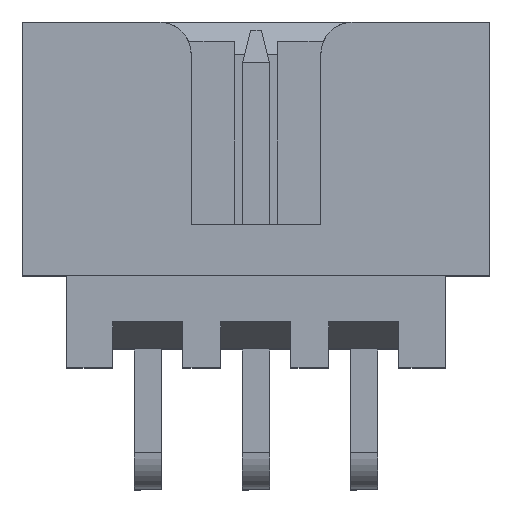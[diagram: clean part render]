
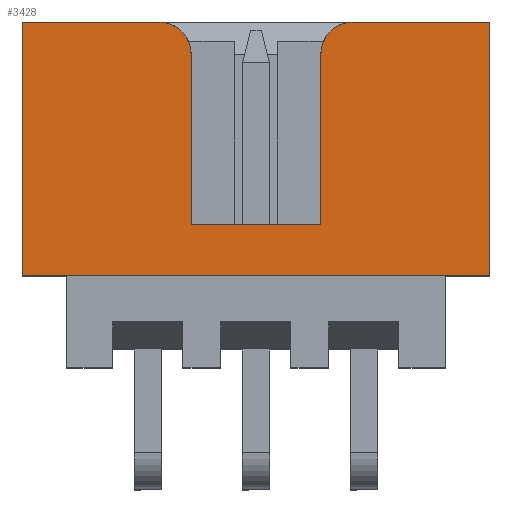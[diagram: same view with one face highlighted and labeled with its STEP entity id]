
A CAD part, top view. The second image highlights one B-rep face of the part: STEP entity #3428.
In plain terms, the highlighted planar face has unit normal (0, 0, 1).
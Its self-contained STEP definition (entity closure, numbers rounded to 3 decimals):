
#21 = ORIENTED_EDGE ( 'NONE', *, *, #8432, .F. ) ;
#24 = VERTEX_POINT ( 'NONE', #810 ) ;
#162 = VERTEX_POINT ( 'NONE', #3931 ) ;
#161 = LINE ( 'NONE', #6709, #4579 ) ;
#233 = CARTESIAN_POINT ( 'NONE',  ( -4.33, 4.7, 3.15 ) ) ;
#470 = DIRECTION ( 'NONE',  ( 1., 0., 0. ) ) ;
#628 = DIRECTION ( 'NONE',  ( 0., 0., 1. ) ) ;
#665 = LINE ( 'NONE', #5230, #2526 ) ;
#801 = EDGE_CURVE ( 'NONE', #1351, #5312, #4149, .T. ) ;
#810 = CARTESIAN_POINT ( 'NONE',  ( 1.2, 0.95, 3.15 ) ) ;
#862 = LINE ( 'NONE', #5370, #1594 ) ;
#896 = VERTEX_POINT ( 'NONE', #1314 ) ;
#1283 = ORIENTED_EDGE ( 'NONE', *, *, #7039, .T. ) ;
#1314 = CARTESIAN_POINT ( 'NONE',  ( 4.33, 4.7, 3.15 ) ) ;
#1351 = VERTEX_POINT ( 'NONE', #7031 ) ;
#1594 = VECTOR ( 'NONE', #4792, 1000. ) ;
#1636 = DIRECTION ( 'NONE',  ( 0., 0., -1. ) ) ;
#2029 = LINE ( 'NONE', #2068, #3351 ) ;
#2068 = CARTESIAN_POINT ( 'NONE',  ( -4.33, 4.7, 3.15 ) ) ;
#2186 = ORIENTED_EDGE ( 'NONE', *, *, #6345, .T. ) ;
#2218 = ORIENTED_EDGE ( 'NONE', *, *, #3874, .F. ) ;
#2526 = VECTOR ( 'NONE', #5928, 1000. ) ;
#2713 = DIRECTION ( 'NONE',  ( 0., -1., 0. ) ) ;
#2810 = VECTOR ( 'NONE', #4789, 1000. ) ;
#3186 = VECTOR ( 'NONE', #7996, 1000. ) ;
#3214 = ORIENTED_EDGE ( 'NONE', *, *, #5183, .T. ) ;
#3271 = DIRECTION ( 'NONE',  ( 1., 0., 0. ) ) ;
#3351 = VECTOR ( 'NONE', #3271, 1000. ) ;
#3357 = AXIS2_PLACEMENT_3D ( 'NONE', #3862, #628, #4346 ) ;
#3428 = ADVANCED_FACE ( 'NONE', ( #5606 ), #7525, .F. ) ;
#3741 = VERTEX_POINT ( 'NONE', #7517 ) ;
#3862 = CARTESIAN_POINT ( 'NONE',  ( 1.8, 4.1, 3.15 ) ) ;
#3874 = EDGE_CURVE ( 'NONE', #4745, #24, #665, .T. ) ;
#3931 = CARTESIAN_POINT ( 'NONE',  ( 4.33, 0., 3.15 ) ) ;
#4149 = LINE ( 'NONE', #233, #2810 ) ;
#4256 = DIRECTION ( 'NONE',  ( -1., 0., 0. ) ) ;
#4344 = EDGE_CURVE ( 'NONE', #24, #3741, #7490, .T. ) ;
#4346 = DIRECTION ( 'NONE',  ( -1., 0., 0. ) ) ;
#4481 = EDGE_CURVE ( 'NONE', #896, #162, #5940, .T. ) ;
#4578 = AXIS2_PLACEMENT_3D ( 'NONE', #6933, #1636, #4256 ) ;
#4579 = VECTOR ( 'NONE', #6625, 1000. ) ;
#4679 = VECTOR ( 'NONE', #470, 1000. ) ;
#4713 = ORIENTED_EDGE ( 'NONE', *, *, #4344, .F. ) ;
#4745 = VERTEX_POINT ( 'NONE', #7933 ) ;
#4789 = DIRECTION ( 'NONE',  ( 0., -1., 0. ) ) ;
#4792 = DIRECTION ( 'NONE',  ( 1., 0., 0. ) ) ;
#4862 = VERTEX_POINT ( 'NONE', #8304 ) ;
#4912 = ORIENTED_EDGE ( 'NONE', *, *, #4481, .F. ) ;
#5005 = LINE ( 'NONE', #8221, #4679 ) ;
#5183 = EDGE_CURVE ( 'NONE', #8246, #3741, #8280, .T. ) ;
#5230 = CARTESIAN_POINT ( 'NONE',  ( -1.2, 0.95, 3.15 ) ) ;
#5312 = VERTEX_POINT ( 'NONE', #8158 ) ;
#5326 = CARTESIAN_POINT ( 'NONE',  ( 1.8, 4.7, 3.15 ) ) ;
#5370 = CARTESIAN_POINT ( 'NONE',  ( -4.33, 0., 3.15 ) ) ;
#5393 = VERTEX_POINT ( 'NONE', #7045 ) ;
#5525 = CIRCLE ( 'NONE', #6629, 0.6 ) ;
#5597 = DIRECTION ( 'NONE',  ( -1., 0., 0. ) ) ;
#5606 = FACE_OUTER_BOUND ( 'NONE', #7400, .T. ) ;
#5928 = DIRECTION ( 'NONE',  ( 1., 0., 0. ) ) ;
#5940 = LINE ( 'NONE', #7729, #8397 ) ;
#6138 = EDGE_CURVE ( 'NONE', #8246, #896, #2029, .T. ) ;
#6163 = ORIENTED_EDGE ( 'NONE', *, *, #8036, .T. ) ;
#6182 = DIRECTION ( 'NONE',  ( 0., 0., 1. ) ) ;
#6345 = EDGE_CURVE ( 'NONE', #4745, #5393, #161, .T. ) ;
#6625 = DIRECTION ( 'NONE',  ( 0., 1., 0. ) ) ;
#6629 = AXIS2_PLACEMENT_3D ( 'NONE', #7553, #6182, #5597 ) ;
#6709 = CARTESIAN_POINT ( 'NONE',  ( -1.2, -1.613, 3.15 ) ) ;
#6933 = CARTESIAN_POINT ( 'NONE',  ( -4.33, 4.7, 3.15 ) ) ;
#7031 = CARTESIAN_POINT ( 'NONE',  ( -4.33, 4.7, 3.15 ) ) ;
#7039 = EDGE_CURVE ( 'NONE', #5312, #162, #862, .T. ) ;
#7045 = CARTESIAN_POINT ( 'NONE',  ( -1.2, 4.1, 3.15 ) ) ;
#7400 = EDGE_LOOP ( 'NONE', ( #7747, #3214, #4713, #2218, #2186, #6163, #21, #7681, #1283, #4912 ) ) ;
#7443 = CARTESIAN_POINT ( 'NONE',  ( 1.2, -1.613, 3.15 ) ) ;
#7490 = LINE ( 'NONE', #7443, #3186 ) ;
#7517 = CARTESIAN_POINT ( 'NONE',  ( 1.2, 4.1, 3.15 ) ) ;
#7525 = PLANE ( 'NONE',  #4578 ) ;
#7553 = CARTESIAN_POINT ( 'NONE',  ( -1.8, 4.1, 3.15 ) ) ;
#7681 = ORIENTED_EDGE ( 'NONE', *, *, #801, .T. ) ;
#7729 = CARTESIAN_POINT ( 'NONE',  ( 4.33, 4.7, 3.15 ) ) ;
#7747 = ORIENTED_EDGE ( 'NONE', *, *, #6138, .F. ) ;
#7933 = CARTESIAN_POINT ( 'NONE',  ( -1.2, 0.95, 3.15 ) ) ;
#7996 = DIRECTION ( 'NONE',  ( 0., 1., 0. ) ) ;
#8036 = EDGE_CURVE ( 'NONE', #5393, #4862, #5525, .T. ) ;
#8158 = CARTESIAN_POINT ( 'NONE',  ( -4.33, 0., 3.15 ) ) ;
#8221 = CARTESIAN_POINT ( 'NONE',  ( -4.33, 4.7, 3.15 ) ) ;
#8246 = VERTEX_POINT ( 'NONE', #5326 ) ;
#8280 = CIRCLE ( 'NONE', #3357, 0.6 ) ;
#8304 = CARTESIAN_POINT ( 'NONE',  ( -1.8, 4.7, 3.15 ) ) ;
#8397 = VECTOR ( 'NONE', #2713, 1000. ) ;
#8432 = EDGE_CURVE ( 'NONE', #1351, #4862, #5005, .T. ) ;
